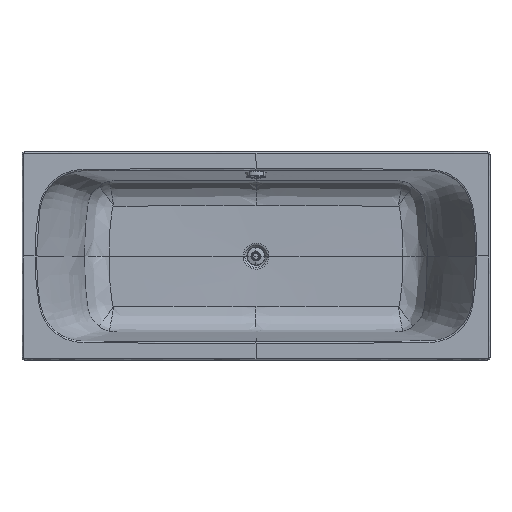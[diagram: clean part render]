
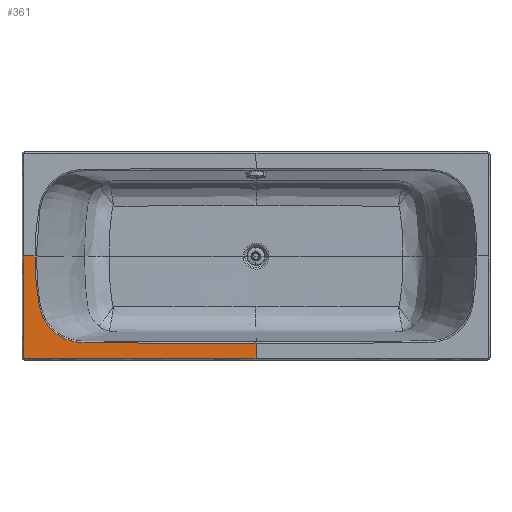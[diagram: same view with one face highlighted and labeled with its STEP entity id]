
A CAD part, top view. The second image highlights one B-rep face of the part: STEP entity #361.
In plain terms, the highlighted planar face has unit normal (0, 0, 1).
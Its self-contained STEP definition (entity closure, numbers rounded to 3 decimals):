
#361=ADVANCED_FACE('',(#770),#6245,.T.);
#770=FACE_OUTER_BOUND('',#1178,.T.);
#1178=EDGE_LOOP('',(#2942,#2943,#2944,#2945,#2946,#2947));
#2942=ORIENTED_EDGE('',*,*,#4115,.T.);
#2943=ORIENTED_EDGE('',*,*,#4116,.T.);
#2944=ORIENTED_EDGE('',*,*,#4117,.T.);
#2945=ORIENTED_EDGE('',*,*,#4093,.F.);
#2946=ORIENTED_EDGE('',*,*,#4076,.F.);
#2947=ORIENTED_EDGE('',*,*,#4080,.F.);
#4076=EDGE_CURVE('',#5758,#5759,#4634,.T.);
#4080=EDGE_CURVE('',#5761,#5758,#5122,.T.);
#4093=EDGE_CURVE('',#5759,#5769,#5127,.T.);
#4115=EDGE_CURVE('',#5761,#5782,#5137,.T.);
#4116=EDGE_CURVE('',#5782,#5783,#5138,.T.);
#4117=EDGE_CURVE('',#5783,#5769,#5139,.T.);
#4634=(
BOUNDED_CURVE()
B_SPLINE_CURVE(2,(#82480,#82481,#82482),.UNSPECIFIED.,.F.,.F.)
B_SPLINE_CURVE_WITH_KNOTS((3,3),(-7.854,0.),.UNSPECIFIED.)
CURVE()
GEOMETRIC_REPRESENTATION_ITEM()
RATIONAL_B_SPLINE_CURVE((1.,0.707,1.))
REPRESENTATION_ITEM('')
);
#5122=B_SPLINE_CURVE_WITH_KNOTS('',1,(#82491,#82492),.UNSPECIFIED.,.F.,
 .F.,(2,2),(0.,890.),.UNSPECIFIED.);
#5127=B_SPLINE_CURVE_WITH_KNOTS('',1,(#82525,#82526),.UNSPECIFIED.,.F.,
 .F.,(2,2),(0.,390.),.UNSPECIFIED.);
#5137=B_SPLINE_CURVE_WITH_KNOTS('',1,(#82581,#82582),.UNSPECIFIED.,.F.,
 .F.,(2,2),(-59.649,0.),.UNSPECIFIED.);
#5138=B_SPLINE_CURVE_WITH_KNOTS('',5,(#82583,#82584,#82585,#82586,#82587,
#82588,#82589,#82590,#82591,#82592,#82593,#82594,#82595,#82596,#82597,#82598,
#82599,#82600,#82601,#82602,#82603,#82604,#82605,#82606,#82607,#82608,#82609,
#82610,#82611,#82612,#82613,#82614,#82615,#82616,#82617,#82618,#82619,#82620,
#82621,#82622,#82623,#82624,#82625,#82626,#82627,#82628,#82629,#82630,#82631,
#82632,#82633,#82634,#82635,#82636,#82637,#82638,#82639,#82640,#82641,#82642,
#82643,#82644,#82645,#82646,#82647,#82648,#82649,#82650,#82651),
 .UNSPECIFIED.,.F.,.F.,(6,3,3,3,3,3,3,3,3,3,3,3,3,3,3,3,3,3,3,3,3,3,6),
(-1658.866,-1624.649,-877.982,-849.768,-846.953,
-842.25,-817.355,-803.587,-790.751,-766.513,
-754.813,-743.289,-720.618,-698.328,-646.594,
-609.287,-562.688,-537.313,-518.825,-481.52,
-466.143,-461.091,-266.424),.UNSPECIFIED.);
#5139=B_SPLINE_CURVE_WITH_KNOTS('',1,(#82652,#82653),.UNSPECIFIED.,.F.,
 .F.,(2,2),(0.,45.104),.UNSPECIFIED.);
#5758=VERTEX_POINT('',#82181);
#5759=VERTEX_POINT('',#82182);
#5761=VERTEX_POINT('',#82184);
#5769=VERTEX_POINT('',#82192);
#5782=VERTEX_POINT('',#82205);
#5783=VERTEX_POINT('',#82206);
#6245=PLANE('',#6364);
#6364=AXIS2_PLACEMENT_3D('',#19420,#6467,$);
#6467=DIRECTION('',(0.,0.,1.));
#19420=CARTESIAN_POINT('',(92.584,39.541,261.218));
#82181=CARTESIAN_POINT('',(-890.,-395.,261.218));
#82182=CARTESIAN_POINT('',(-895.,-390.,261.218));
#82184=CARTESIAN_POINT('',(0.,-395.,261.218));
#82192=CARTESIAN_POINT('',(-895.,0.,261.218));
#82205=CARTESIAN_POINT('',(0.,-335.351,261.218));
#82206=CARTESIAN_POINT('',(-849.896,0.,261.218));
#82480=CARTESIAN_POINT('',(-890.,-395.,261.218));
#82481=CARTESIAN_POINT('',(-895.,-395.,261.218));
#82482=CARTESIAN_POINT('',(-895.,-390.,261.218));
#82491=CARTESIAN_POINT('',(0.,-395.,261.218));
#82492=CARTESIAN_POINT('',(-890.,-395.,261.218));
#82525=CARTESIAN_POINT('',(-895.,-390.,261.218));
#82526=CARTESIAN_POINT('',(-895.,0.,261.218));
#82581=CARTESIAN_POINT('',(0.,-395.,261.218));
#82582=CARTESIAN_POINT('',(0.,-335.351,261.218));
#82583=CARTESIAN_POINT('',(0.,-335.351,261.218));
#82584=CARTESIAN_POINT('',(-5.234,-335.351,261.218));
#82585=CARTESIAN_POINT('',(-10.487,-335.351,261.218));
#82586=CARTESIAN_POINT('',(-15.788,-335.351,261.218));
#82587=CARTESIAN_POINT('',(-138.265,-335.34,261.218));
#82588=CARTESIAN_POINT('',(-260.742,-335.205,261.218));
#82589=CARTESIAN_POINT('',(-377.852,-334.962,261.218));
#82590=CARTESIAN_POINT('',(-499.386,-334.592,261.218));
#82591=CARTESIAN_POINT('',(-620.919,-334.099,261.218));
#82592=CARTESIAN_POINT('',(-625.344,-334.081,261.218));
#82593=CARTESIAN_POINT('',(-630.211,-334.061,261.218));
#82594=CARTESIAN_POINT('',(-635.078,-334.041,261.218));
#82595=CARTESIAN_POINT('',(-637.,-334.033,261.218));
#82596=CARTESIAN_POINT('',(-638.179,-334.028,261.218));
#82597=CARTESIAN_POINT('',(-639.358,-334.023,261.218));
#82598=CARTESIAN_POINT('',(-640.096,-334.02,261.218));
#82599=CARTESIAN_POINT('',(-644.743,-333.997,261.218));
#82600=CARTESIAN_POINT('',(-649.4,-333.96,261.218));
#82601=CARTESIAN_POINT('',(-653.319,-333.9,261.218));
#82602=CARTESIAN_POINT('',(-659.415,-333.741,261.218));
#82603=CARTESIAN_POINT('',(-665.515,-333.456,261.218));
#82604=CARTESIAN_POINT('',(-667.691,-333.336,261.218));
#82605=CARTESIAN_POINT('',(-671.889,-333.067,261.218));
#82606=CARTESIAN_POINT('',(-676.085,-332.716,261.218));
#82607=CARTESIAN_POINT('',(-678.11,-332.527,261.218));
#82608=CARTESIAN_POINT('',(-683.951,-331.918,261.218));
#82609=CARTESIAN_POINT('',(-689.777,-331.121,261.218));
#82610=CARTESIAN_POINT('',(-693.571,-330.513,261.218));
#82611=CARTESIAN_POINT('',(-699.182,-329.474,261.218));
#82612=CARTESIAN_POINT('',(-704.753,-328.228,261.218));
#82613=CARTESIAN_POINT('',(-706.562,-327.799,261.218));
#82614=CARTESIAN_POINT('',(-710.142,-326.904,261.218));
#82615=CARTESIAN_POINT('',(-713.699,-325.919,261.218));
#82616=CARTESIAN_POINT('',(-715.458,-325.408,261.218));
#82617=CARTESIAN_POINT('',(-720.659,-323.824,261.218));
#82618=CARTESIAN_POINT('',(-725.797,-322.041,261.218));
#82619=CARTESIAN_POINT('',(-729.174,-320.77,261.218));
#82620=CARTESIAN_POINT('',(-735.801,-318.074,261.218));
#82621=CARTESIAN_POINT('',(-742.279,-315.031,261.218));
#82622=CARTESIAN_POINT('',(-745.452,-313.437,261.218));
#82623=CARTESIAN_POINT('',(-755.837,-307.862,261.218));
#82624=CARTESIAN_POINT('',(-765.699,-301.366,261.218));
#82625=CARTESIAN_POINT('',(-772.291,-296.391,261.218));
#82626=CARTESIAN_POINT('',(-783.062,-287.128,261.218));
#82627=CARTESIAN_POINT('',(-792.752,-276.763,261.218));
#82628=CARTESIAN_POINT('',(-796.611,-272.24,261.218));
#82629=CARTESIAN_POINT('',(-804.816,-261.69,261.218));
#82630=CARTESIAN_POINT('',(-811.926,-250.374,261.218));
#82631=CARTESIAN_POINT('',(-815.524,-243.884,261.218));
#82632=CARTESIAN_POINT('',(-820.539,-233.596,261.218));
#82633=CARTESIAN_POINT('',(-824.748,-222.976,261.218));
#82634=CARTESIAN_POINT('',(-826.134,-219.199,261.218));
#82635=CARTESIAN_POINT('',(-828.367,-212.614,261.218));
#82636=CARTESIAN_POINT('',(-830.333,-205.95,261.218));
#82637=CARTESIAN_POINT('',(-831.116,-203.128,261.218));
#82638=CARTESIAN_POINT('',(-833.345,-194.583,261.218));
#82639=CARTESIAN_POINT('',(-835.193,-185.956,261.218));
#82640=CARTESIAN_POINT('',(-836.277,-180.161,261.218));
#82641=CARTESIAN_POINT('',(-837.631,-171.96,261.218));
#82642=CARTESIAN_POINT('',(-838.804,-163.747,261.218));
#82643=CARTESIAN_POINT('',(-839.134,-161.349,261.218));
#82644=CARTESIAN_POINT('',(-839.558,-158.163,261.218));
#82645=CARTESIAN_POINT('',(-839.969,-154.979,261.218));
#82646=CARTESIAN_POINT('',(-840.077,-154.134,261.218));
#82647=CARTESIAN_POINT('',(-844.043,-122.998,261.218));
#82648=CARTESIAN_POINT('',(-847.005,-91.736,261.218));
#82649=CARTESIAN_POINT('',(-848.932,-61.186,261.218));
#82650=CARTESIAN_POINT('',(-849.895,-30.593,261.218));
#82651=CARTESIAN_POINT('',(-849.896,0.,261.218));
#82652=CARTESIAN_POINT('',(-849.896,0.,261.218));
#82653=CARTESIAN_POINT('',(-895.,0.,261.218));
